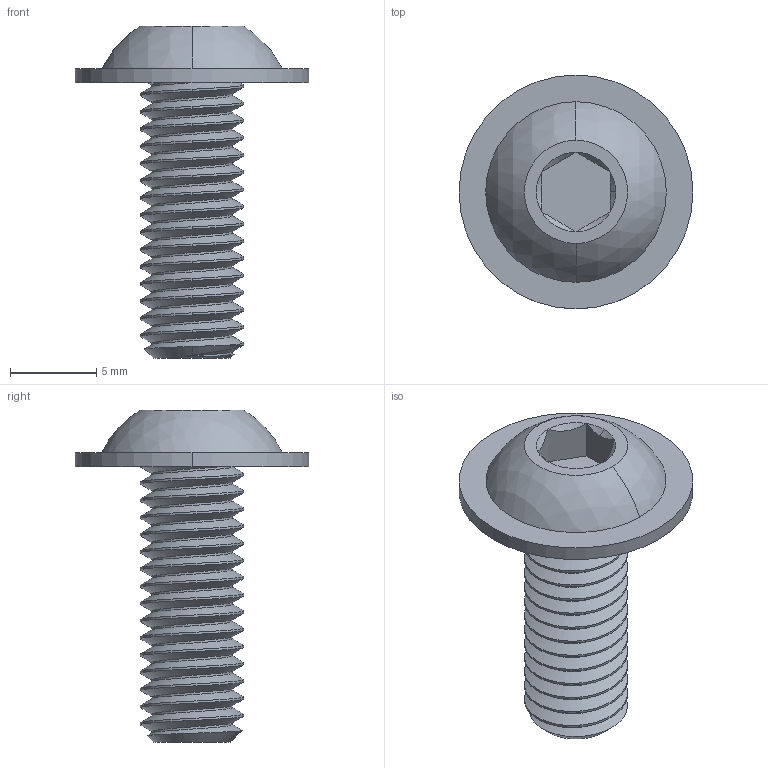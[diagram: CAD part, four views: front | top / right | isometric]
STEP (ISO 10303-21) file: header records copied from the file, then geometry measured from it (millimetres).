
FILE_DESCRIPTION (( 'STEP AP203' ), '1' );
FILE_NAME ('96660A216_Alloy Steel Flanged Button Head Screws.STEP', '2021-09-08T22:10:26', ( 'Administrator' ), ( 'Managed by Terraform' ), 'SwSTEP 2.0', 'SolidWorks 2017', '' );
FILE_SCHEMA (( 'CONFIG_CONTROL_DESIGN' ));
Length unit declared in the file: millimetre
Products named in the file (1): 96660A216_Alloy Steel Flanged Button Head Screws
Bounding box: 13.6 x 13.6 x 19.3 mm (x, y, z)
Volume: 598.1 mm3; surface area: 849.5 mm2
Topology: 1 solids, 1 shells, 59 faces, 150 edges, 96 vertices
Faces by surface type: cylinder 33, plane 11, cone 10, bspline 3, sphere 2
Entity records: 4424 total; most frequent: CARTESIAN_POINT 3142, ORIENTED_EDGE 300, DIRECTION 204, EDGE_CURVE 150, VERTEX_POINT 96, AXIS2_PLACEMENT_3D 78, EDGE_LOOP 62, ADVANCED_FACE 59
